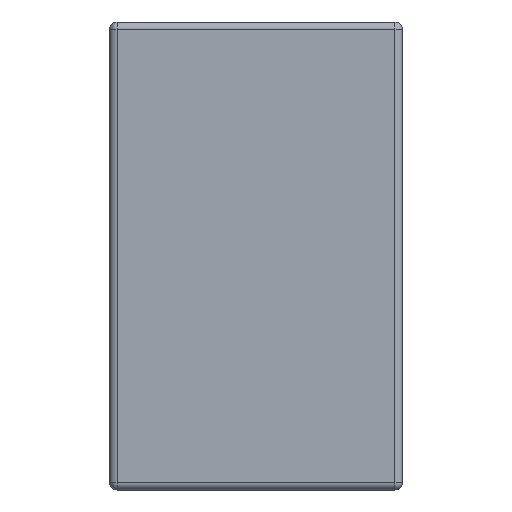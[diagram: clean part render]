
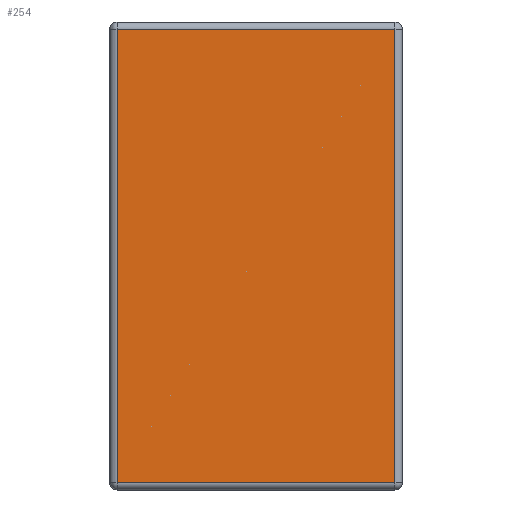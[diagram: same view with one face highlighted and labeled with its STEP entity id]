
A CAD part, left-side view. The second image highlights one B-rep face of the part: STEP entity #254.
In plain terms, the highlighted planar face has unit normal (-1, 0, 0).
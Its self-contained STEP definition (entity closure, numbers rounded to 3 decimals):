
#234 = EDGE_CURVE ( 'NONE', #259, #261, #1124, .T. ) ;
#235 = ORIENTED_EDGE ( 'NONE', *, *, #236, .T. ) ;
#236 = EDGE_CURVE ( 'NONE', #261, #237, #1120, .T. ) ;
#237 = VERTEX_POINT ( 'NONE', #1116 ) ;
#238 = ORIENTED_EDGE ( 'NONE', *, *, #239, .T. ) ;
#239 = EDGE_CURVE ( 'NONE', #237, #258, #1114, .T. ) ;
#254 = ADVANCED_FACE ( 'NONE', ( #1176 ), #1161, .F. ) ;
#255 = EDGE_LOOP ( 'NONE', ( #256, #260, #235, #238 ) ) ;
#256 = ORIENTED_EDGE ( 'NONE', *, *, #257, .T. ) ;
#257 = EDGE_CURVE ( 'NONE', #258, #259, #1211, .T. ) ;
#258 = VERTEX_POINT ( 'NONE', #1207 ) ;
#259 = VERTEX_POINT ( 'NONE', #1206 ) ;
#260 = ORIENTED_EDGE ( 'NONE', *, *, #234, .T. ) ;
#261 = VERTEX_POINT ( 'NONE', #1205 ) ;
#1111 = DIRECTION ( 'NONE',  ( 0., 0., 1. ) ) ;
#1112 = VECTOR ( 'NONE', #1111, 1000. ) ;
#1113 = CARTESIAN_POINT ( 'NONE',  ( -2.25, 0.05, 1.6 ) ) ;
#1114 = LINE ( 'NONE', #1113, #1112 ) ;
#1116 = CARTESIAN_POINT ( 'NONE',  ( -2.25, 0.05, -1.55 ) ) ;
#1117 = DIRECTION ( 'NONE',  ( 0., -1., 0. ) ) ;
#1118 = VECTOR ( 'NONE', #1117, 1000. ) ;
#1119 = CARTESIAN_POINT ( 'NONE',  ( -2.25, 2., -1.55 ) ) ;
#1120 = LINE ( 'NONE', #1119, #1118 ) ;
#1121 = DIRECTION ( 'NONE',  ( 0., 0., -1. ) ) ;
#1122 = VECTOR ( 'NONE', #1121, 1000. ) ;
#1123 = CARTESIAN_POINT ( 'NONE',  ( -2.25, 1.95, 1.6 ) ) ;
#1124 = LINE ( 'NONE', #1123, #1122 ) ;
#1159 = CARTESIAN_POINT ( 'NONE',  ( -2.25, 2., 1.6 ) ) ;
#1160 = AXIS2_PLACEMENT_3D ( 'NONE', #1159, #1213, #1212 ) ;
#1161 = PLANE ( 'NONE',  #1160 ) ;
#1176 = FACE_OUTER_BOUND ( 'NONE', #255, .T. ) ;
#1205 = CARTESIAN_POINT ( 'NONE',  ( -2.25, 1.95, -1.55 ) ) ;
#1206 = CARTESIAN_POINT ( 'NONE',  ( -2.25, 1.95, 1.55 ) ) ;
#1207 = CARTESIAN_POINT ( 'NONE',  ( -2.25, 0.05, 1.55 ) ) ;
#1208 = DIRECTION ( 'NONE',  ( 0., 1., 0. ) ) ;
#1209 = VECTOR ( 'NONE', #1208, 1000. ) ;
#1210 = CARTESIAN_POINT ( 'NONE',  ( -2.25, 2., 1.55 ) ) ;
#1211 = LINE ( 'NONE', #1210, #1209 ) ;
#1212 = DIRECTION ( 'NONE',  ( 0., 0., -1. ) ) ;
#1213 = DIRECTION ( 'NONE',  ( 1., 0., 0. ) ) ;
